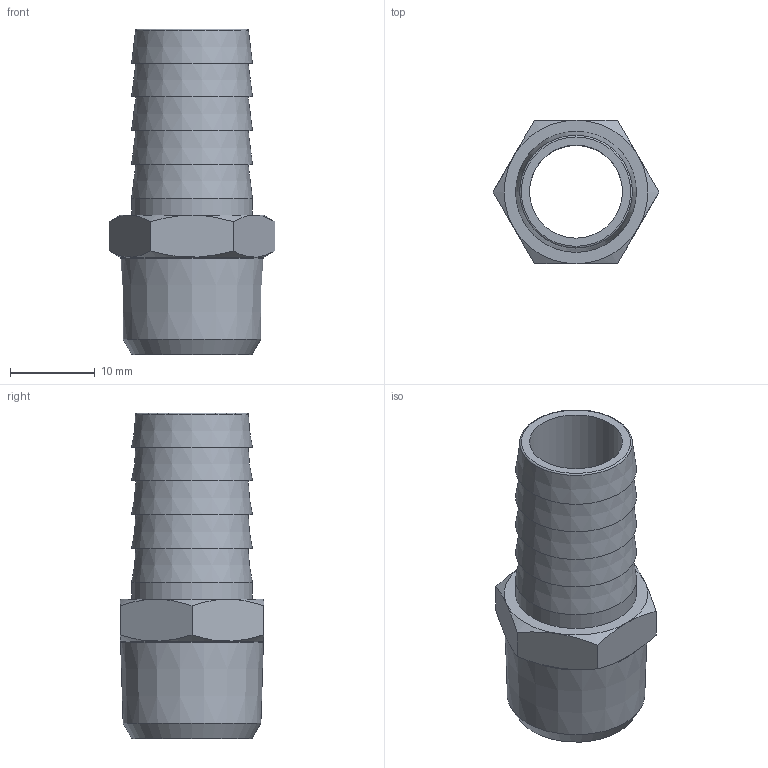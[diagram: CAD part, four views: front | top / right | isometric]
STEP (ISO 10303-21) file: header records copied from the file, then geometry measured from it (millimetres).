
FILE_DESCRIPTION(( 'RA.30C14.38.STP' ), '1');
FILE_NAME( 'RA.30C14.38.STP', '2018-10-11T15:16:01',( 'Sopra'),('sopra-pneumatic.com'), 'SwSTEP 2.0','SolidWorks 2009','' );
FILE_SCHEMA (('AUTOMOTIVE_DESIGN { 1 0 10303 214 1 1 1 1 }'));
Length unit declared in the file: millimetre
Products named in the file (2): Root; 30419
Assembly tree (1 placements, depth 2):
  Root
    30419
Bounding box: 19.63 x 17 x 38.5 mm (x, y, z)
Volume: 3202.8 mm3; surface area: 3483.3 mm2
Topology: 1 solids, 1 shells, 34 faces, 68 edges, 42 vertices
Faces by surface type: cone 16, plane 13, cylinder 4, torus 1
Full cylindrical faces by diameter (mm): 11 x1, 11.5 x1, 14.3 x1, 16.893 x1
Entity records: 1352 total; most frequent: DIRECTION 168, CARTESIAN_POINT 127, PRESENTATION_STYLE_ASSIGNMENT 103, COLOUR_RGB 103, DRAUGHTING_PRE_DEFINED_CURVE_FONT 102, CURVE_STYLE 102, OVER_RIDING_STYLED_ITEM 102, ORIENTED_EDGE 102
